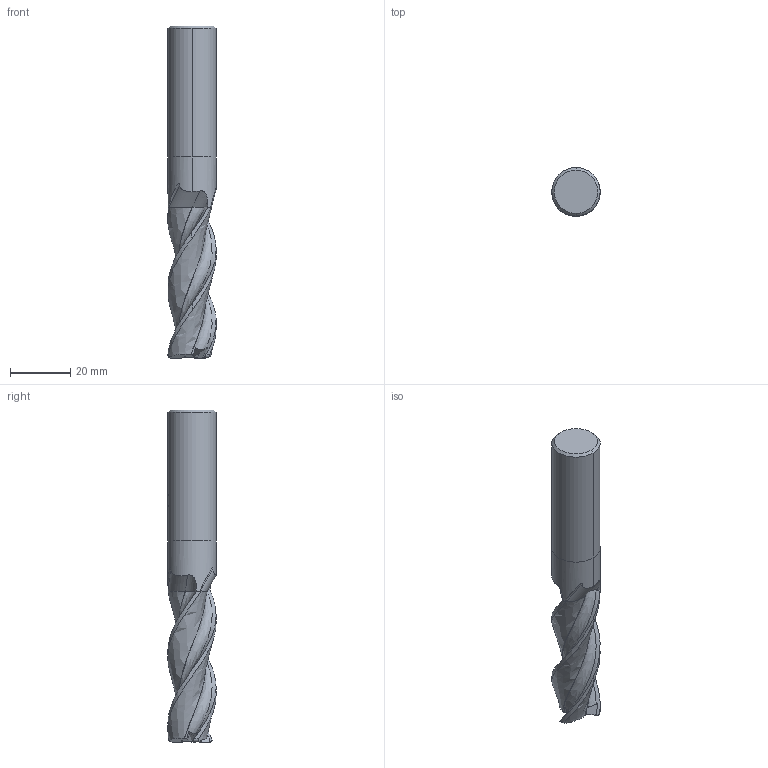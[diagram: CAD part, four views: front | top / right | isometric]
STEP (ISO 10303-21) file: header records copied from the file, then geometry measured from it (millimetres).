
FILE_DESCRIPTION(('no description'),'unknown implementation level');
FILE_NAME('solidbXo99NKqec3Gvklr1lzarhynYGA_1.STP',' ',('CIM GmbH Aachen'),('CADClick - KiM GmbH - www.kimweb.de'),'unknown preprocess','ACIS','unknown authorization');
FILE_SCHEMA(('automotive_design'));
Length unit declared in the file: millimetre
Products named in the file (2): 1; 2
Bounding box: 16 x 16 x 110 mm (x, y, z)
Volume: 17191.1 mm3; surface area: 8136.9 mm2
Topology: 2 solids, 2 shells, 93 faces, 271 edges, 182 vertices
Faces by surface type: plane 39, cylinder 15, bspline 15, revolution 12, cone 9, torus 3
Entity records: 13216 total; most frequent: CARTESIAN_POINT 7860, STYLED_ITEM 548, PRESENTATION_STYLE_ASSIGNMENT 548, COLOUR_RGB 548, ORIENTED_EDGE 542, DIRECTION 399, EDGE_CURVE 271, CURVE_STYLE 271
